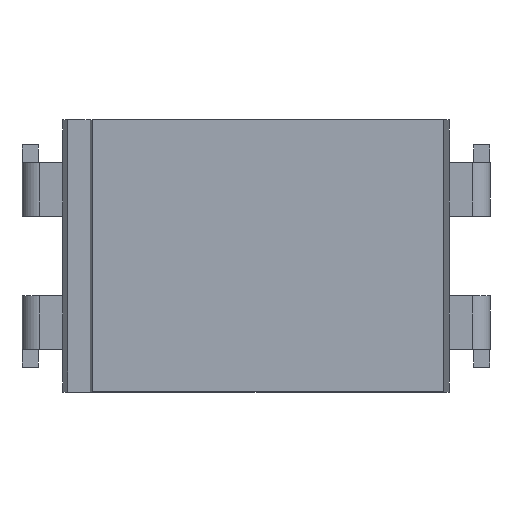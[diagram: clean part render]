
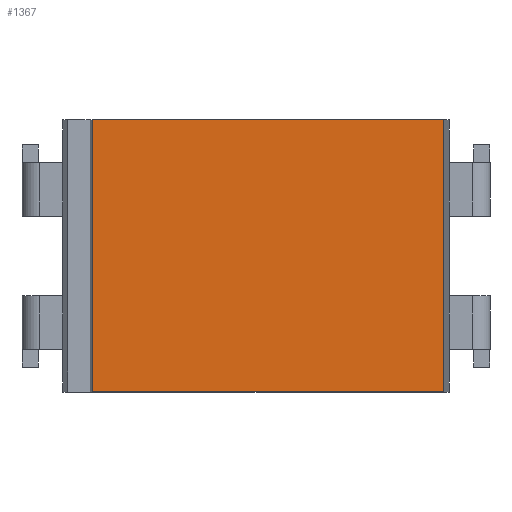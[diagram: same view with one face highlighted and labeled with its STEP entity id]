
A CAD part, top view. The second image highlights one B-rep face of the part: STEP entity #1367.
In plain terms, the highlighted planar face has unit normal (0, 0, 1).
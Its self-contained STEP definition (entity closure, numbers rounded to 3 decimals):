
#3 = ORIENTED_EDGE ( 'NONE', *, *, #1066, .F. ) ;
#63 = ORIENTED_EDGE ( 'NONE', *, *, #2358, .F. ) ;
#243 = FACE_OUTER_BOUND ( 'NONE', #2322, .T. ) ;
#254 = DIRECTION ( 'NONE',  ( 0., -1., 0. ) ) ;
#297 = CARTESIAN_POINT ( 'NONE',  ( 224.206, 141.134, 3.5 ) ) ;
#318 = PLANE ( 'NONE',  #427 ) ;
#326 = VERTEX_POINT ( 'NONE', #435 ) ;
#357 = LINE ( 'NONE', #1912, #2486 ) ;
#427 = AXIS2_PLACEMENT_3D ( 'NONE', #2672, #1158, #1821 ) ;
#435 = CARTESIAN_POINT ( 'NONE',  ( 218.297, 136.554, 3.5 ) ) ;
#504 = CARTESIAN_POINT ( 'NONE',  ( 217.804, 136.554, 3.5 ) ) ;
#759 = LINE ( 'NONE', #297, #1295 ) ;
#1049 = CARTESIAN_POINT ( 'NONE',  ( 224.206, 141.134, 3.5 ) ) ;
#1066 = EDGE_CURVE ( 'NONE', #1281, #326, #1488, .T. ) ;
#1116 = VERTEX_POINT ( 'NONE', #1049 ) ;
#1158 = DIRECTION ( 'NONE',  ( 0., 0., 1. ) ) ;
#1208 = EDGE_CURVE ( 'NONE', #1116, #1281, #759, .T. ) ;
#1234 = VECTOR ( 'NONE', #1976, 1000. ) ;
#1281 = VERTEX_POINT ( 'NONE', #1754 ) ;
#1295 = VECTOR ( 'NONE', #1327, 1000. ) ;
#1327 = DIRECTION ( 'NONE',  ( 0., -1., 0. ) ) ;
#1367 = ADVANCED_FACE ( 'NONE', ( #243 ), #318, .T. ) ;
#1440 = VECTOR ( 'NONE', #254, 1000. ) ;
#1488 = LINE ( 'NONE', #504, #1234 ) ;
#1580 = ORIENTED_EDGE ( 'NONE', *, *, #1777, .T. ) ;
#1754 = CARTESIAN_POINT ( 'NONE',  ( 224.206, 136.554, 3.5 ) ) ;
#1777 = EDGE_CURVE ( 'NONE', #2099, #326, #1815, .T. ) ;
#1815 = LINE ( 'NONE', #2563, #1440 ) ;
#1821 = DIRECTION ( 'NONE',  ( 1., 0., 0. ) ) ;
#1862 = CARTESIAN_POINT ( 'NONE',  ( 218.297, 141.134, 3.5 ) ) ;
#1912 = CARTESIAN_POINT ( 'NONE',  ( 217.804, 141.134, 3.5 ) ) ;
#1976 = DIRECTION ( 'NONE',  ( -1., 0., 0. ) ) ;
#2099 = VERTEX_POINT ( 'NONE', #1862 ) ;
#2119 = DIRECTION ( 'NONE',  ( 1., 0., 0. ) ) ;
#2322 = EDGE_LOOP ( 'NONE', ( #1580, #3, #2323, #63 ) ) ;
#2323 = ORIENTED_EDGE ( 'NONE', *, *, #1208, .F. ) ;
#2358 = EDGE_CURVE ( 'NONE', #2099, #1116, #357, .T. ) ;
#2486 = VECTOR ( 'NONE', #2119, 1000. ) ;
#2563 = CARTESIAN_POINT ( 'NONE',  ( 218.297, 136.554, 3.5 ) ) ;
#2672 = CARTESIAN_POINT ( 'NONE',  ( 224.206, 136.554, 3.5 ) ) ;
